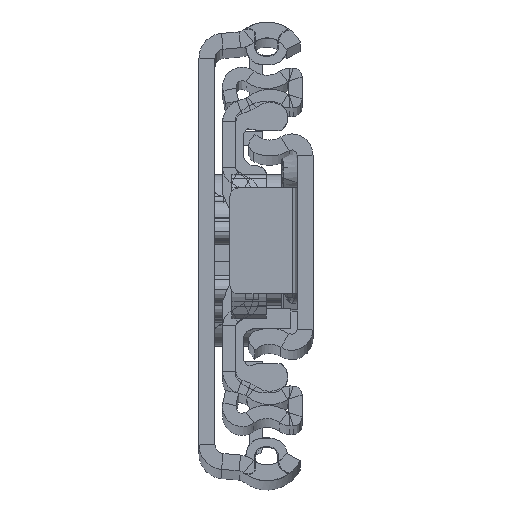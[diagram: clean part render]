
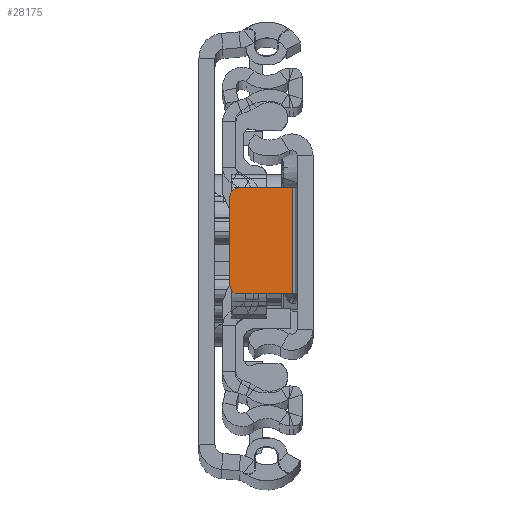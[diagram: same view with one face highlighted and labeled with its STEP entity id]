
A CAD part, top view. The second image highlights one B-rep face of the part: STEP entity #28175.
In plain terms, the highlighted planar face has unit normal (0, 0, 1).
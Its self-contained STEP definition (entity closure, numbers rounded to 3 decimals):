
#1854 = EDGE_CURVE ( 'NONE', #12591, #22806, #4267, .T. ) ;
#2265 = AXIS2_PLACEMENT_3D ( 'NONE', #28181, #16334, #11347 ) ;
#2344 = EDGE_CURVE ( 'NONE', #23333, #10015, #6775, .T. ) ;
#3167 = DIRECTION ( 'NONE',  ( 1., 0., 0. ) ) ;
#4203 = ORIENTED_EDGE ( 'NONE', *, *, #21755, .F. ) ;
#4267 = CIRCLE ( 'NONE', #19691, 1. ) ;
#5497 = DIRECTION ( 'NONE',  ( 0., 0., 1. ) ) ;
#6020 = DIRECTION ( 'NONE',  ( 0., 1., 0. ) ) ;
#6239 = CARTESIAN_POINT ( 'NONE',  ( -9.4, -5.849, -6.8 ) ) ;
#6479 = LINE ( 'NONE', #18029, #15109 ) ;
#6775 = CIRCLE ( 'NONE', #23687, 1. ) ;
#7500 = DIRECTION ( 'NONE',  ( 1., 0., 0. ) ) ;
#7907 = CARTESIAN_POINT ( 'NONE',  ( -2.3, 6.151, -6.8 ) ) ;
#7955 = DIRECTION ( 'NONE',  ( 1., 0., 0. ) ) ;
#8575 = LINE ( 'NONE', #6239, #25830 ) ;
#8998 = FACE_OUTER_BOUND ( 'NONE', #28139, .T. ) ;
#9136 = CARTESIAN_POINT ( 'NONE',  ( -8.4, -5.849, -6.8 ) ) ;
#9665 = VERTEX_POINT ( 'NONE', #17643 ) ;
#10015 = VERTEX_POINT ( 'NONE', #12899 ) ;
#10300 = CARTESIAN_POINT ( 'NONE',  ( -8.4, 5.151, -6.8 ) ) ;
#11347 = DIRECTION ( 'NONE',  ( 1., 0., 0. ) ) ;
#11948 = VECTOR ( 'NONE', #7500, 1000. ) ;
#12348 = ORIENTED_EDGE ( 'NONE', *, *, #2344, .T. ) ;
#12591 = VERTEX_POINT ( 'NONE', #25839 ) ;
#12899 = CARTESIAN_POINT ( 'NONE',  ( -9.4, 5.151, -6.8 ) ) ;
#13018 = CARTESIAN_POINT ( 'NONE',  ( -8.4, 6.151, -6.8 ) ) ;
#14823 = EDGE_CURVE ( 'NONE', #9665, #22806, #8575, .T. ) ;
#15109 = VECTOR ( 'NONE', #6020, 1000. ) ;
#16334 = DIRECTION ( 'NONE',  ( 0., 0., 1. ) ) ;
#17043 = VERTEX_POINT ( 'NONE', #18942 ) ;
#17643 = CARTESIAN_POINT ( 'NONE',  ( -2.3, -5.849, -6.8 ) ) ;
#17651 = EDGE_CURVE ( 'NONE', #23333, #17043, #19364, .T. ) ;
#18029 = CARTESIAN_POINT ( 'NONE',  ( -9.4, 6.151, -6.8 ) ) ;
#18519 = VECTOR ( 'NONE', #20079, 1000. ) ;
#18813 = ORIENTED_EDGE ( 'NONE', *, *, #23053, .F. ) ;
#18942 = CARTESIAN_POINT ( 'NONE',  ( -2.3, 6.151, -6.8 ) ) ;
#19364 = LINE ( 'NONE', #28871, #11948 ) ;
#19691 = AXIS2_PLACEMENT_3D ( 'NONE', #28593, #5497, #3167 ) ;
#20079 = DIRECTION ( 'NONE',  ( 0., -1., 0. ) ) ;
#20500 = ORIENTED_EDGE ( 'NONE', *, *, #14823, .F. ) ;
#21755 = EDGE_CURVE ( 'NONE', #17043, #9665, #24287, .T. ) ;
#22316 = DIRECTION ( 'NONE',  ( -1., 0., 0. ) ) ;
#22806 = VERTEX_POINT ( 'NONE', #9136 ) ;
#23053 = EDGE_CURVE ( 'NONE', #12591, #10015, #6479, .T. ) ;
#23333 = VERTEX_POINT ( 'NONE', #13018 ) ;
#23490 = PLANE ( 'NONE',  #2265 ) ;
#23687 = AXIS2_PLACEMENT_3D ( 'NONE', #10300, #29778, #7955 ) ;
#24287 = LINE ( 'NONE', #7907, #18519 ) ;
#24747 = ORIENTED_EDGE ( 'NONE', *, *, #1854, .T. ) ;
#25459 = ORIENTED_EDGE ( 'NONE', *, *, #17651, .F. ) ;
#25830 = VECTOR ( 'NONE', #22316, 1000. ) ;
#25839 = CARTESIAN_POINT ( 'NONE',  ( -9.4, -4.849, -6.8 ) ) ;
#28139 = EDGE_LOOP ( 'NONE', ( #18813, #24747, #20500, #4203, #25459, #12348 ) ) ;
#28175 = ADVANCED_FACE ( 'NONE', ( #8998 ), #23490, .T. ) ;
#28181 = CARTESIAN_POINT ( 'NONE',  ( 0., 0., -6.8 ) ) ;
#28593 = CARTESIAN_POINT ( 'NONE',  ( -8.4, -4.849, -6.8 ) ) ;
#28871 = CARTESIAN_POINT ( 'NONE',  ( -1.8, 6.151, -6.8 ) ) ;
#29778 = DIRECTION ( 'NONE',  ( 0., 0., 1. ) ) ;
